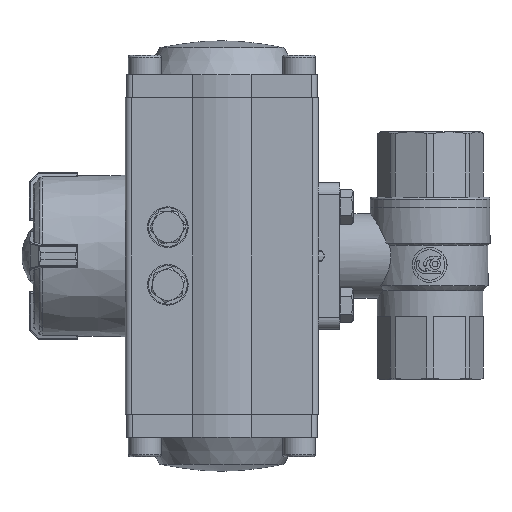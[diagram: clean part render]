
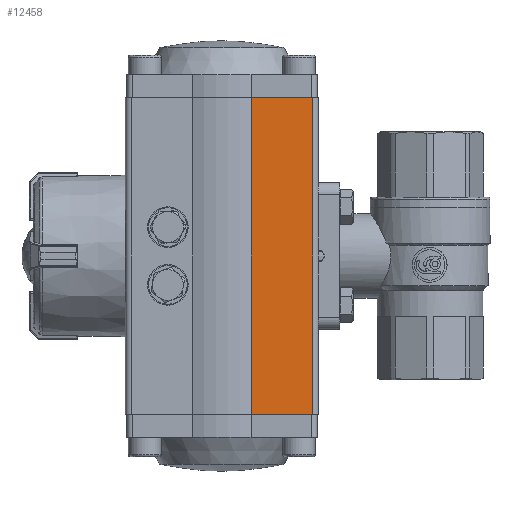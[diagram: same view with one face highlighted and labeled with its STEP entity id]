
A CAD part, left-side view. The second image highlights one B-rep face of the part: STEP entity #12458.
In plain terms, the highlighted planar face has unit normal (-1, 0, 0).
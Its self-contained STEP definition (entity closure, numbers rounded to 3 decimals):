
#390=LINE('',#21212,#1077);
#395=LINE('',#21229,#1082);
#396=LINE('',#21231,#1083);
#397=LINE('',#21233,#1084);
#1077=VECTOR('',#17151,1000.);
#1082=VECTOR('',#17172,1000.);
#1083=VECTOR('',#17173,1000.);
#1084=VECTOR('',#17174,1000.);
#1792=PLANE('',#15381);
#2855=ORIENTED_EDGE('',*,*,#6238,.T.);
#2856=ORIENTED_EDGE('',*,*,#6239,.T.);
#2857=ORIENTED_EDGE('',*,*,#6240,.F.);
#2858=ORIENTED_EDGE('',*,*,#6231,.F.);
#6231=EDGE_CURVE('',#7951,#7949,#390,.T.);
#6238=EDGE_CURVE('',#7951,#7956,#395,.T.);
#6239=EDGE_CURVE('',#7956,#7957,#396,.T.);
#6240=EDGE_CURVE('',#7949,#7957,#397,.T.);
#7949=VERTEX_POINT('',#21207);
#7951=VERTEX_POINT('',#21211);
#7956=VERTEX_POINT('',#21230);
#7957=VERTEX_POINT('',#21232);
#9966=EDGE_LOOP('',(#2855,#2856,#2857,#2858));
#11204=FACE_BOUND('',#9966,.T.);
#12458=ADVANCED_FACE('',(#11204),#1792,.F.);
#15381=AXIS2_PLACEMENT_3D('',#21228,#17170,#17171);
#17151=DIRECTION('',(0.,0.,1.));
#17170=DIRECTION('',(1.,0.,0.));
#17171=DIRECTION('',(0.,1.,0.));
#17172=DIRECTION('',(0.,-1.,0.));
#17173=DIRECTION('',(0.,0.,1.));
#17174=DIRECTION('',(0.,-1.,0.));
#21207=CARTESIAN_POINT('',(-18.5,-7.599,41.));
#21211=CARTESIAN_POINT('',(-18.5,-7.599,-41.));
#21212=CARTESIAN_POINT('',(-18.5,-7.599,0.));
#21228=CARTESIAN_POINT('',(-18.5,7.599,0.));
#21229=CARTESIAN_POINT('',(-18.5,-15.55,-41.));
#21230=CARTESIAN_POINT('',(-18.5,-23.5,-41.));
#21231=CARTESIAN_POINT('',(-18.5,-23.5,0.));
#21232=CARTESIAN_POINT('',(-18.5,-23.5,41.));
#21233=CARTESIAN_POINT('',(-18.5,-15.55,41.));
